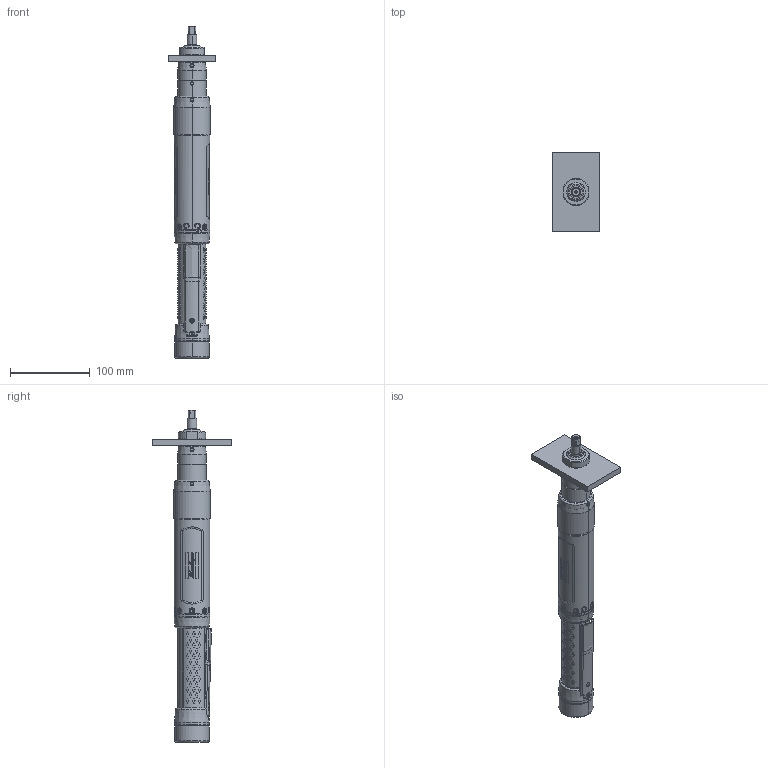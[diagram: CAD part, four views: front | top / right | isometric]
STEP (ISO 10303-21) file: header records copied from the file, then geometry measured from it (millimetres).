
FILE_DESCRIPTION((''),'2;1');
FILE_NAME('8436026525_ASM','2014-12-16T',('tooextcsr'),(''),'PRO/ENGINEER BY PARAMETRIC TECHNOLOGY CORPORATION, 2013410','PRO/ENGINEER BY PARAMETRIC TECHNOLOGY CORPORATION, 2013410','');
FILE_SCHEMA(('CONFIG_CONTROL_DESIGN','GEOMETRIC_VALIDATION_PROPERTIES_MIM'));
Products named in the file (45): 4220388170_AF0; 4220388112_AF0; 4220388172_AF0_ASM; 4220388180_ASM; 4220408700; 4220388181_ASM; 4222001610_MED; 4220498000_CABLES_ASM; 4220498080_SPEC_ASM; 4220393101; 0993000248; 4224211303_ASM; 4211524400; 4220397382_ASM; 4220393100; 0217110064; 4220104500; 4220402381_SPEC1_ASM; 4220393501; 4220393502; 3608043900_AF0; 0663210959_SPEC1_AF0; 4220393580_ASM; 4220393203; 4220393201; 4220393212; 4220393280_ASM; 4220393202; 4220393281_ASM; 4220389503; 4220387700; 4220387701; 4220387712; 4224230503_ASM; 4220391900; 4224224801_ASM; 4220088900; 4220089100; 4090069700; 4224156100_ASM ...
Assembly tree (55 placements, depth 6):
  8436026525_ASM
    4224230503_ASM
      4220388181_ASM
        4220388180_ASM
          4220388172_AF0_ASM
            4220388170_AF0
            4220388112_AF0
        4220408700  x6
      4224211303_ASM
        4220498080_SPEC_ASM
          4220498000_CABLES_ASM
            4222001610_MED  x3
        4220393101
        0993000248  x2
      4220397382_ASM
        4211524400
      4220393100
      0217110064
      4220402381_SPEC1_ASM
        4220104500  x4
      4220393580_ASM
        4220393501
        4220393502
        3608043900_AF0
        0663210959_SPEC1_AF0
      4220393203
      4220393281_ASM
        4220393280_ASM
          4220393201
          4220393212
        4220393202
      4220389503
      4220387700
      4220387701
      4220387712
    4224224801_ASM
      4220391900
    4224156100_ASM
      4220088900
      4220089100
      4090069700
    4220102900
    4220102800
    4220394400
    4220394401
Bounding box: 60 x 100 x 417.57 mm (x, y, z)
Volume: 288947 mm3; surface area: 238703.4 mm2
Topology: 43 solids, 44 shells, 5220 faces, 13233 edges, 8377 vertices
Faces by surface type: plane 2038, bspline 1313, cylinder 913, cone 381, torus 345, extrusion 153, sphere 72, revolution 5
Entity records: 254371 total; most frequent: CARTESIAN_POINT 102326, ORIENTED_EDGE 23990, DIRECTION 18353, PRESENTATION_STYLE_ASSIGNMENT 12802, STYLED_ITEM 12108, CURVE_STYLE 12010, EDGE_CURVE 11998, VERTEX_POINT 7635
